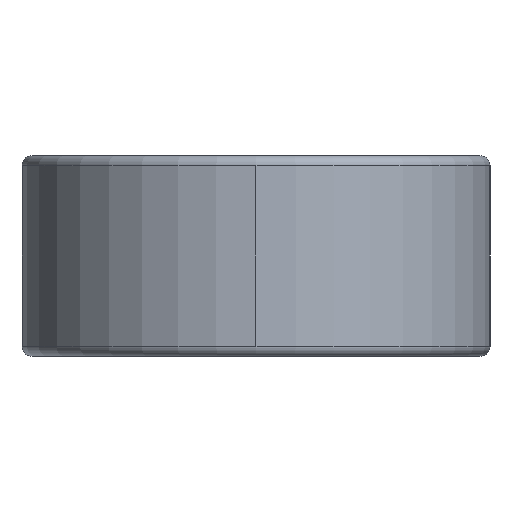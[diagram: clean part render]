
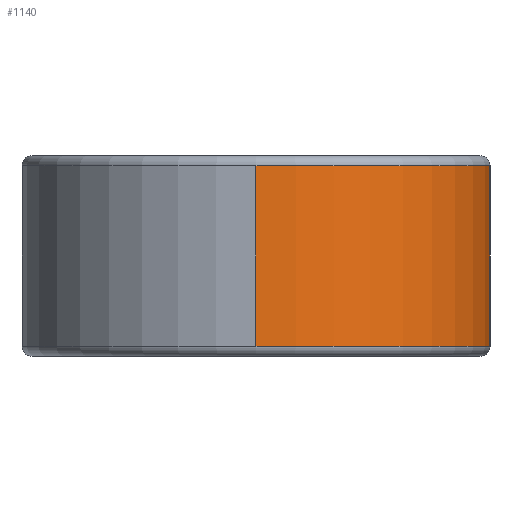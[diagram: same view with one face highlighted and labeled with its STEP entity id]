
A CAD part, left-side view. The second image highlights one B-rep face of the part: STEP entity #1140.
In plain terms, the highlighted cylindrical face has radius 3.5 mm (diameter 7 mm), a partial arc.
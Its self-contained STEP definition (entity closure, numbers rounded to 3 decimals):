
#22 = AXIS2_PLACEMENT_3D ( 'NONE', #578, #903, #1078 ) ;
#55 = CARTESIAN_POINT ( 'NONE',  ( 0., 0., 1.5 ) ) ;
#58 = CARTESIAN_POINT ( 'NONE',  ( 2.526, -2.423, -1.35 ) ) ;
#96 = VECTOR ( 'NONE', #324, 1000. ) ;
#102 = ORIENTED_EDGE ( 'NONE', *, *, #743, .T. ) ;
#161 = CARTESIAN_POINT ( 'NONE',  ( -3.5, 0., 1.5 ) ) ;
#183 = VERTEX_POINT ( 'NONE', #912 ) ;
#186 = CIRCLE ( 'NONE', #22, 3.5 ) ;
#189 = CARTESIAN_POINT ( 'NONE',  ( 2.526, -2.423, 1.35 ) ) ;
#324 = DIRECTION ( 'NONE',  ( 0., 0., 1. ) ) ;
#327 = AXIS2_PLACEMENT_3D ( 'NONE', #395, #1053, #778 ) ;
#392 = EDGE_CURVE ( 'NONE', #183, #679, #875, .T. ) ;
#395 = CARTESIAN_POINT ( 'NONE',  ( 0., 0., -1.35 ) ) ;
#449 = AXIS2_PLACEMENT_3D ( 'NONE', #55, #535, #1175 ) ;
#530 = ORIENTED_EDGE ( 'NONE', *, *, #392, .T. ) ;
#535 = DIRECTION ( 'NONE',  ( 0., 0., -1. ) ) ;
#578 = CARTESIAN_POINT ( 'NONE',  ( 0., 0., 1.35 ) ) ;
#629 = FACE_OUTER_BOUND ( 'NONE', #1064, .T. ) ;
#639 = LINE ( 'NONE', #161, #684 ) ;
#679 = VERTEX_POINT ( 'NONE', #58 ) ;
#684 = VECTOR ( 'NONE', #763, 1000. ) ;
#686 = EDGE_CURVE ( 'NONE', #679, #847, #944, .T. ) ;
#743 = EDGE_CURVE ( 'NONE', #1087, #183, #639, .T. ) ;
#763 = DIRECTION ( 'NONE',  ( 0., 0., -1. ) ) ;
#778 = DIRECTION ( 'NONE',  ( 1., 0., 0. ) ) ;
#809 = ORIENTED_EDGE ( 'NONE', *, *, #881, .T. ) ;
#847 = VERTEX_POINT ( 'NONE', #189 ) ;
#875 = CIRCLE ( 'NONE', #327, 3.5 ) ;
#881 = EDGE_CURVE ( 'NONE', #847, #1087, #186, .T. ) ;
#903 = DIRECTION ( 'NONE',  ( 0., 0., -1. ) ) ;
#912 = CARTESIAN_POINT ( 'NONE',  ( -3.5, 0., -1.35 ) ) ;
#931 = CARTESIAN_POINT ( 'NONE',  ( -3.5, 0., 1.35 ) ) ;
#944 = LINE ( 'NONE', #1189, #96 ) ;
#1020 = CYLINDRICAL_SURFACE ( 'NONE', #449, 3.5 ) ;
#1047 = ORIENTED_EDGE ( 'NONE', *, *, #686, .T. ) ;
#1053 = DIRECTION ( 'NONE',  ( 0., 0., 1. ) ) ;
#1064 = EDGE_LOOP ( 'NONE', ( #809, #102, #530, #1047 ) ) ;
#1078 = DIRECTION ( 'NONE',  ( 1., 0., 0. ) ) ;
#1087 = VERTEX_POINT ( 'NONE', #931 ) ;
#1140 = ADVANCED_FACE ( 'NONE', ( #629 ), #1020, .T. ) ;
#1175 = DIRECTION ( 'NONE',  ( -1., 0., 0. ) ) ;
#1189 = CARTESIAN_POINT ( 'NONE',  ( 2.526, -2.423, 1.5 ) ) ;
